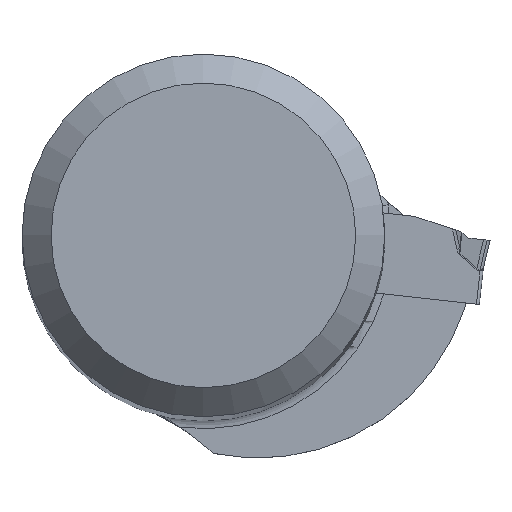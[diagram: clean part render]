
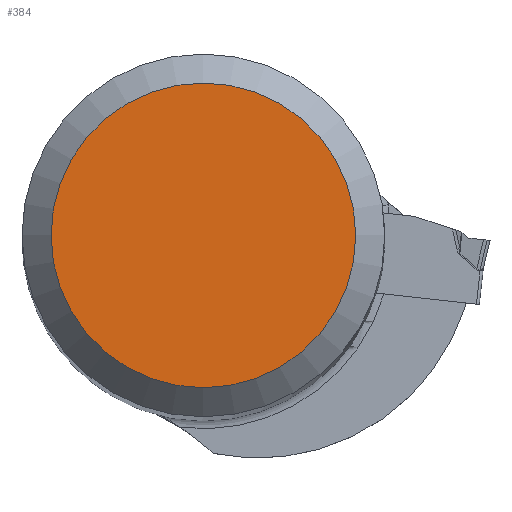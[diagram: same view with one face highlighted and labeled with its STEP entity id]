
A CAD part, top view. The second image highlights one B-rep face of the part: STEP entity #384.
In plain terms, the highlighted planar face has unit normal (0, 0, 1).
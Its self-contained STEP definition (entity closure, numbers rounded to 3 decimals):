
#244=FACE_OUTER_BOUND('',#977,.T.);
#384=ADVANCED_FACE('TB_BL_N10_SU6',(#244),#515,.T.);
#515=PLANE('',#2631);
#977=EDGE_LOOP('',(#1269));
#1269=ORIENTED_EDGE('',*,*,#2177,.T.);
#1914=VERTEX_POINT('',#3862);
#2177=EDGE_CURVE('',#1914,#1914,#2453,.T.);
#2453=CIRCLE('',#2630,10.5);
#2630=AXIS2_PLACEMENT_3D('',#3861,#2974,#2975);
#2631=AXIS2_PLACEMENT_3D('',#3863,#2976,#2977);
#2974=DIRECTION('',(0.,0.,1.));
#2975=DIRECTION('',(-1.,0.,0.));
#2976=DIRECTION('',(0.,0.,1.));
#2977=DIRECTION('',(-1.,0.,0.));
#3861=CARTESIAN_POINT('',(0.,0.,0.));
#3862=CARTESIAN_POINT('',(-10.5,0.,0.));
#3863=CARTESIAN_POINT('',(0.,0.,0.));
